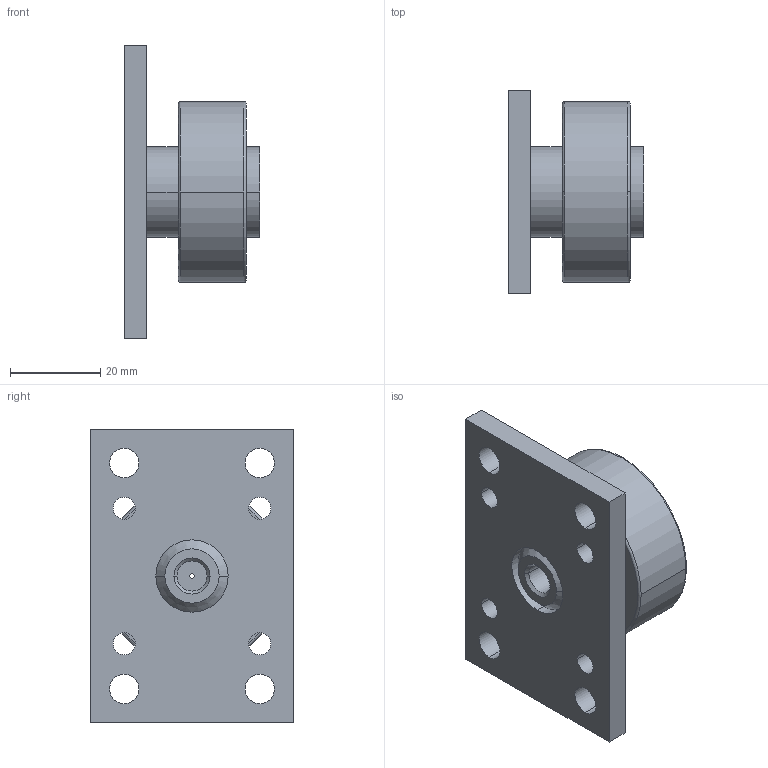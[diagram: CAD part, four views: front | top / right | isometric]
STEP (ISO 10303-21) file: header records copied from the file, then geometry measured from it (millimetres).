
FILE_DESCRIPTION(('STEP AP214'),'1');
FILE_NAME('pa_4000_ap.stp','2021-05-26T03:40:20',('TraceParts'),('TraceParts S.A.'),'Spatial InterOp 3D',' ',' ');
FILE_SCHEMA(('AUTOMOTIVE_DESIGN { 1 0 10303 214 1 1 1 1 }'));
Length unit declared in the file: millimetre
Products named in the file (1): pa_4000_ap_1
Bounding box: 30 x 45 x 65 mm (x, y, z)
Volume: 33802.6 mm3; surface area: 13934.7 mm2
Topology: 2 solids, 2 shells, 67 faces, 158 edges, 102 vertices
Faces by surface type: cylinder 36, plane 15, cone 12, torus 4
Entity records: 2526 total; most frequent: DIRECTION 394, CARTESIAN_POINT 329, ORIENTED_EDGE 316, AXIS2_PLACEMENT_3D 167, EDGE_CURVE 158, VERTEX_POINT 102, CIRCLE 98, EDGE_LOOP 94
